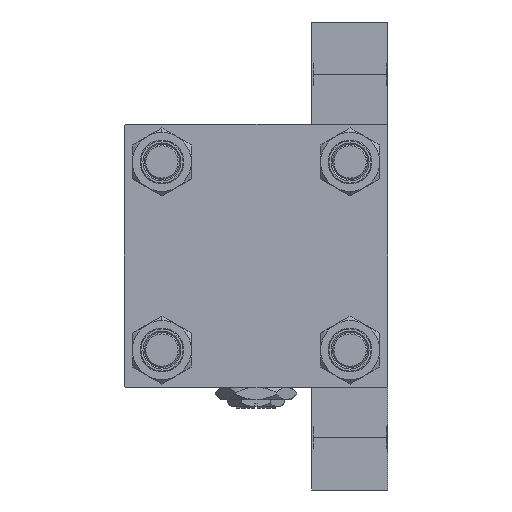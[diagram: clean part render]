
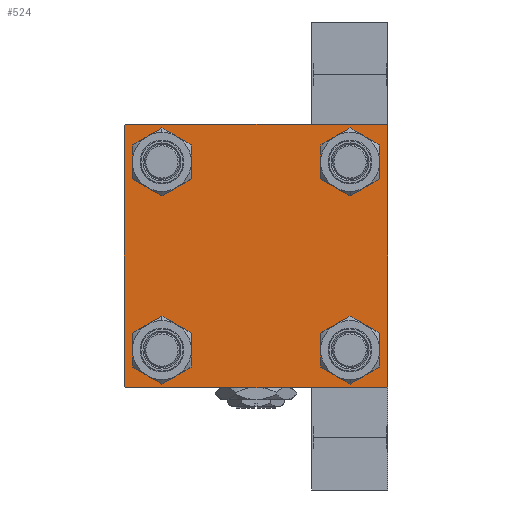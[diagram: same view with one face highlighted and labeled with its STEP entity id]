
A CAD part, left-side view. The second image highlights one B-rep face of the part: STEP entity #524.
In plain terms, the highlighted planar face has unit normal (-1, 0, 0).
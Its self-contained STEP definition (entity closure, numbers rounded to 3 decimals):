
#56 = DIRECTION ( 'NONE',  ( 0., 0., 1. ) ) ;
#524 = ADVANCED_FACE ( 'NONE', ( #30703, #38890, #22807, #3897, #4149 ), #19482, .T. ) ;
#710 = EDGE_LOOP ( 'NONE', ( #37700, #31598, #17552, #37953, #26723, #44988, #37421, #33088 ) ) ;
#978 = LINE ( 'NONE', #48188, #25493 ) ;
#1968 = ORIENTED_EDGE ( 'NONE', *, *, #46625, .T. ) ;
#2427 = VERTEX_POINT ( 'NONE', #34942 ) ;
#3408 = CARTESIAN_POINT ( 'NONE',  ( 0., 32.15, 38.65 ) ) ;
#3458 = CARTESIAN_POINT ( 'NONE',  ( 0., -45., 45. ) ) ;
#3743 = CARTESIAN_POINT ( 'NONE',  ( 0., 32.15, -25.65 ) ) ;
#3897 = FACE_BOUND ( 'NONE', #27555, .T. ) ;
#4149 = FACE_OUTER_BOUND ( 'NONE', #710, .T. ) ;
#4411 = CARTESIAN_POINT ( 'NONE',  ( 0., -32.15, 32.15 ) ) ;
#4432 = DIRECTION ( 'NONE',  ( 1., 0., 0. ) ) ;
#4556 = VERTEX_POINT ( 'NONE', #34111 ) ;
#5672 = AXIS2_PLACEMENT_3D ( 'NONE', #45112, #14228, #18563 ) ;
#6296 = VERTEX_POINT ( 'NONE', #23806 ) ;
#7022 = DIRECTION ( 'NONE',  ( 0., 0., -1. ) ) ;
#7590 = EDGE_CURVE ( 'NONE', #11391, #50427, #48593, .T. ) ;
#7656 = CARTESIAN_POINT ( 'NONE',  ( 0., -44.75, -44.75 ) ) ;
#8041 = CIRCLE ( 'NONE', #9679, 6.5 ) ;
#8661 = EDGE_LOOP ( 'NONE', ( #15826, #10340 ) ) ;
#8820 = EDGE_CURVE ( 'NONE', #19124, #6296, #8041, .T. ) ;
#9109 = CARTESIAN_POINT ( 'NONE',  ( 0., 32.15, -32.15 ) ) ;
#9411 = DIRECTION ( 'NONE',  ( 0., 0.707, -0.707 ) ) ;
#9583 = VERTEX_POINT ( 'NONE', #18541 ) ;
#9679 = AXIS2_PLACEMENT_3D ( 'NONE', #4411, #20003, #47292 ) ;
#10200 = DIRECTION ( 'NONE',  ( 0., 0., 1. ) ) ;
#10340 = ORIENTED_EDGE ( 'NONE', *, *, #8820, .T. ) ;
#10403 = DIRECTION ( 'NONE',  ( 0., 0.707, 0.707 ) ) ;
#10738 = VECTOR ( 'NONE', #19044, 1000. ) ;
#10862 = CARTESIAN_POINT ( 'NONE',  ( 0., 45., 45. ) ) ;
#11391 = VERTEX_POINT ( 'NONE', #25523 ) ;
#11868 = EDGE_CURVE ( 'NONE', #6296, #19124, #44829, .T. ) ;
#12384 = AXIS2_PLACEMENT_3D ( 'NONE', #14783, #37508, #10200 ) ;
#12559 = VERTEX_POINT ( 'NONE', #28309 ) ;
#12937 = EDGE_CURVE ( 'NONE', #13430, #12559, #30061, .T. ) ;
#13207 = EDGE_CURVE ( 'NONE', #24474, #11391, #29812, .T. ) ;
#13430 = VERTEX_POINT ( 'NONE', #29749 ) ;
#13676 = LINE ( 'NONE', #41724, #37023 ) ;
#14202 = LINE ( 'NONE', #3458, #10738 ) ;
#14228 = DIRECTION ( 'NONE',  ( 1., 0., 0. ) ) ;
#14235 = LINE ( 'NONE', #33140, #18846 ) ;
#14610 = VECTOR ( 'NONE', #49711, 1000. ) ;
#14783 = CARTESIAN_POINT ( 'NONE',  ( 0., 32.15, 32.15 ) ) ;
#14891 = CIRCLE ( 'NONE', #43430, 6.5 ) ;
#14989 = EDGE_CURVE ( 'NONE', #29845, #40997, #45614, .T. ) ;
#15826 = ORIENTED_EDGE ( 'NONE', *, *, #11868, .T. ) ;
#16199 = AXIS2_PLACEMENT_3D ( 'NONE', #45525, #30207, #41698 ) ;
#16835 = DIRECTION ( 'NONE',  ( 0., 0., 1. ) ) ;
#17552 = ORIENTED_EDGE ( 'NONE', *, *, #7590, .T. ) ;
#17963 = CARTESIAN_POINT ( 'NONE',  ( 0., 45., -45. ) ) ;
#18331 = EDGE_CURVE ( 'NONE', #21023, #38672, #14235, .T. ) ;
#18541 = CARTESIAN_POINT ( 'NONE',  ( 0., 32.15, -38.65 ) ) ;
#18563 = DIRECTION ( 'NONE',  ( 0., 0., 1. ) ) ;
#18846 = VECTOR ( 'NONE', #10403, 1000. ) ;
#18949 = EDGE_LOOP ( 'NONE', ( #1968, #26963 ) ) ;
#19044 = DIRECTION ( 'NONE',  ( 0., 0., -1. ) ) ;
#19124 = VERTEX_POINT ( 'NONE', #25131 ) ;
#19482 = PLANE ( 'NONE',  #22578 ) ;
#20003 = DIRECTION ( 'NONE',  ( 1., 0., 0. ) ) ;
#20194 = EDGE_CURVE ( 'NONE', #21023, #4556, #14202, .T. ) ;
#21023 = VERTEX_POINT ( 'NONE', #44353 ) ;
#22578 = AXIS2_PLACEMENT_3D ( 'NONE', #46272, #23056, #56 ) ;
#22807 = FACE_BOUND ( 'NONE', #46690, .T. ) ;
#23056 = DIRECTION ( 'NONE',  ( -1., 0., 0. ) ) ;
#23756 = DIRECTION ( 'NONE',  ( 0., -0.707, 0.707 ) ) ;
#23762 = DIRECTION ( 'NONE',  ( 1., 0., 0. ) ) ;
#23806 = CARTESIAN_POINT ( 'NONE',  ( 0., -32.15, 38.65 ) ) ;
#24474 = VERTEX_POINT ( 'NONE', #28733 ) ;
#24626 = EDGE_CURVE ( 'NONE', #2427, #38672, #13676, .T. ) ;
#24702 = VECTOR ( 'NONE', #7022, 1000. ) ;
#25131 = CARTESIAN_POINT ( 'NONE',  ( 0., -32.15, 25.65 ) ) ;
#25490 = EDGE_CURVE ( 'NONE', #28858, #9583, #14891, .T. ) ;
#25493 = VECTOR ( 'NONE', #9411, 1000. ) ;
#25523 = CARTESIAN_POINT ( 'NONE',  ( 0., 44.5, -45. ) ) ;
#26723 = ORIENTED_EDGE ( 'NONE', *, *, #20194, .F. ) ;
#26963 = ORIENTED_EDGE ( 'NONE', *, *, #12937, .T. ) ;
#27555 = EDGE_LOOP ( 'NONE', ( #30558, #44756 ) ) ;
#27783 = CARTESIAN_POINT ( 'NONE',  ( 0., 45., 44.5 ) ) ;
#28290 = ORIENTED_EDGE ( 'NONE', *, *, #31887, .T. ) ;
#28309 = CARTESIAN_POINT ( 'NONE',  ( 0., -32.15, -25.65 ) ) ;
#28651 = CIRCLE ( 'NONE', #12384, 6.5 ) ;
#28733 = CARTESIAN_POINT ( 'NONE',  ( 0., 45., -44.5 ) ) ;
#28858 = VERTEX_POINT ( 'NONE', #3743 ) ;
#29729 = AXIS2_PLACEMENT_3D ( 'NONE', #32004, #4432, #39913 ) ;
#29749 = CARTESIAN_POINT ( 'NONE',  ( 0., -32.15, -38.65 ) ) ;
#29812 = LINE ( 'NONE', #30826, #14610 ) ;
#29845 = VERTEX_POINT ( 'NONE', #3408 ) ;
#30061 = CIRCLE ( 'NONE', #16199, 6.5 ) ;
#30207 = DIRECTION ( 'NONE',  ( 1., 0., 0. ) ) ;
#30558 = ORIENTED_EDGE ( 'NONE', *, *, #14989, .T. ) ;
#30703 = FACE_BOUND ( 'NONE', #8661, .T. ) ;
#30826 = CARTESIAN_POINT ( 'NONE',  ( 0., 44.75, -44.75 ) ) ;
#30903 = CARTESIAN_POINT ( 'NONE',  ( 0., 32.15, 32.15 ) ) ;
#31598 = ORIENTED_EDGE ( 'NONE', *, *, #13207, .T. ) ;
#31887 = EDGE_CURVE ( 'NONE', #9583, #28858, #44455, .T. ) ;
#32004 = CARTESIAN_POINT ( 'NONE',  ( 0., -32.15, -32.15 ) ) ;
#32269 = ORIENTED_EDGE ( 'NONE', *, *, #25490, .T. ) ;
#33088 = ORIENTED_EDGE ( 'NONE', *, *, #36999, .T. ) ;
#33140 = CARTESIAN_POINT ( 'NONE',  ( 0., -44.75, 44.75 ) ) ;
#33635 = CARTESIAN_POINT ( 'NONE',  ( 0., 32.15, 25.65 ) ) ;
#34111 = CARTESIAN_POINT ( 'NONE',  ( 0., -45., -44.5 ) ) ;
#34863 = LINE ( 'NONE', #10862, #24702 ) ;
#34942 = CARTESIAN_POINT ( 'NONE',  ( 0., 44.5, 45. ) ) ;
#35221 = DIRECTION ( 'NONE',  ( 1., 0., 0. ) ) ;
#35263 = EDGE_CURVE ( 'NONE', #40997, #29845, #28651, .T. ) ;
#36169 = DIRECTION ( 'NONE',  ( 1., 0., 0. ) ) ;
#36295 = AXIS2_PLACEMENT_3D ( 'NONE', #9109, #36169, #44325 ) ;
#36999 = EDGE_CURVE ( 'NONE', #2427, #50214, #978, .T. ) ;
#37023 = VECTOR ( 'NONE', #40966, 1000. ) ;
#37421 = ORIENTED_EDGE ( 'NONE', *, *, #24626, .F. ) ;
#37508 = DIRECTION ( 'NONE',  ( 1., 0., 0. ) ) ;
#37700 = ORIENTED_EDGE ( 'NONE', *, *, #38255, .T. ) ;
#37953 = ORIENTED_EDGE ( 'NONE', *, *, #42369, .T. ) ;
#38255 = EDGE_CURVE ( 'NONE', #50214, #24474, #34863, .T. ) ;
#38672 = VERTEX_POINT ( 'NONE', #39892 ) ;
#38890 = FACE_BOUND ( 'NONE', #18949, .T. ) ;
#39071 = CARTESIAN_POINT ( 'NONE',  ( 0., 32.15, -32.15 ) ) ;
#39892 = CARTESIAN_POINT ( 'NONE',  ( 0., -44.5, 45. ) ) ;
#39913 = DIRECTION ( 'NONE',  ( 0., 0., 1. ) ) ;
#40688 = DIRECTION ( 'NONE',  ( 0., -1., 0. ) ) ;
#40966 = DIRECTION ( 'NONE',  ( 0., -1., 0. ) ) ;
#40997 = VERTEX_POINT ( 'NONE', #33635 ) ;
#41698 = DIRECTION ( 'NONE',  ( 0., 0., 1. ) ) ;
#41724 = CARTESIAN_POINT ( 'NONE',  ( 0., 45., 45. ) ) ;
#41767 = CARTESIAN_POINT ( 'NONE',  ( 0., -44.5, -45. ) ) ;
#42369 = EDGE_CURVE ( 'NONE', #50427, #4556, #42637, .T. ) ;
#42637 = LINE ( 'NONE', #7656, #42795 ) ;
#42795 = VECTOR ( 'NONE', #23756, 1000. ) ;
#43430 = AXIS2_PLACEMENT_3D ( 'NONE', #39071, #35221, #16835 ) ;
#44325 = DIRECTION ( 'NONE',  ( 0., 0., 1. ) ) ;
#44353 = CARTESIAN_POINT ( 'NONE',  ( 0., -45., 44.5 ) ) ;
#44434 = CIRCLE ( 'NONE', #29729, 6.5 ) ;
#44455 = CIRCLE ( 'NONE', #36295, 6.5 ) ;
#44756 = ORIENTED_EDGE ( 'NONE', *, *, #35263, .T. ) ;
#44829 = CIRCLE ( 'NONE', #5672, 6.5 ) ;
#44988 = ORIENTED_EDGE ( 'NONE', *, *, #18331, .T. ) ;
#45072 = VECTOR ( 'NONE', #40688, 1000. ) ;
#45112 = CARTESIAN_POINT ( 'NONE',  ( 0., -32.15, 32.15 ) ) ;
#45525 = CARTESIAN_POINT ( 'NONE',  ( 0., -32.15, -32.15 ) ) ;
#45614 = CIRCLE ( 'NONE', #48059, 6.5 ) ;
#46272 = CARTESIAN_POINT ( 'NONE',  ( 0., 0., 0. ) ) ;
#46467 = DIRECTION ( 'NONE',  ( 0., 0., 1. ) ) ;
#46625 = EDGE_CURVE ( 'NONE', #12559, #13430, #44434, .T. ) ;
#46690 = EDGE_LOOP ( 'NONE', ( #32269, #28290 ) ) ;
#47292 = DIRECTION ( 'NONE',  ( 0., 0., 1. ) ) ;
#48059 = AXIS2_PLACEMENT_3D ( 'NONE', #30903, #23762, #46467 ) ;
#48188 = CARTESIAN_POINT ( 'NONE',  ( 0., 44.75, 44.75 ) ) ;
#48593 = LINE ( 'NONE', #17963, #45072 ) ;
#49711 = DIRECTION ( 'NONE',  ( 0., -0.707, -0.707 ) ) ;
#50214 = VERTEX_POINT ( 'NONE', #27783 ) ;
#50427 = VERTEX_POINT ( 'NONE', #41767 ) ;
